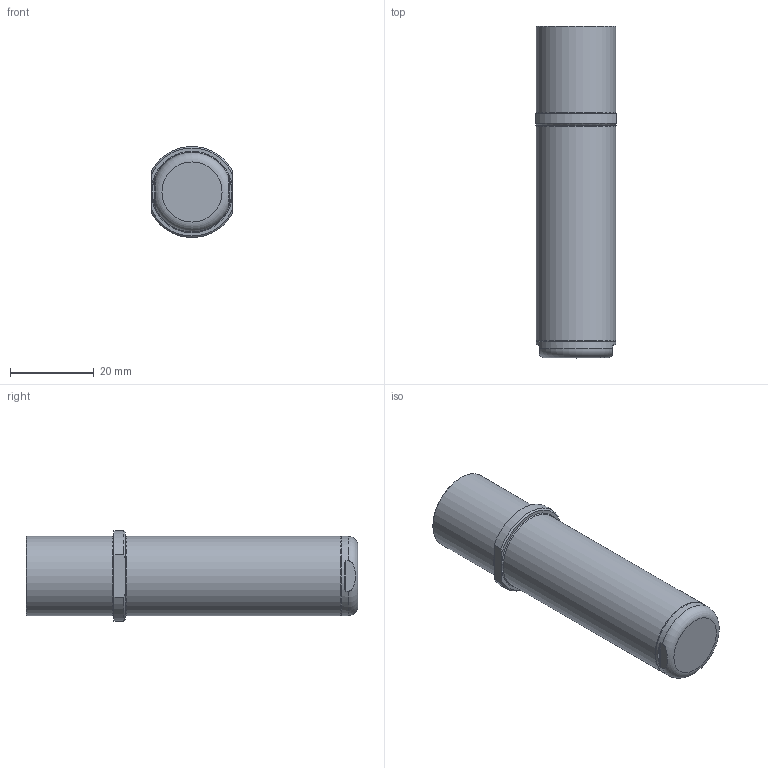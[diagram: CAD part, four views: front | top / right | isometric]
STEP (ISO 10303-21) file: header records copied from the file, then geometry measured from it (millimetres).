
FILE_DESCRIPTION(/* description */ (''),/* implementation_level */ '2;1');
FILE_NAME(/* name */ '99-7932_CLR.stp',/* time_stamp */ '2016-09-13T11:53:43-04:00',/* author */ (''),/* organization */ (''),/* preprocessor_version */ 'ST-DEVELOPER v15',/* originating_system */ 'SIEMENS PLM Software NX 9.0',/* authorisation */ '');
FILE_SCHEMA (('CONFIG_CONTROL_DESIGN'));
Length unit declared in the file: inch
Products named in the file (1): 99-7932_CLR
Bounding box: 19.39 x 79.34 x 21.7 mm (x, y, z)
Volume: 22576.6 mm3; surface area: 5388.9 mm2
Topology: 1 solids, 1 shells, 27 faces, 68 edges, 44 vertices
Faces by surface type: plane 13, cylinder 7, cone 4, torus 3
Full cylindrical faces by diameter (mm): 18.923 x1, 18.986 x1, 18.999 x1
Entity records: 934 total; most frequent: CARTESIAN_POINT 264, DIRECTION 120, ORIENTED_EDGE 112, EDGE_CURVE 56, AXIS2_PLACEMENT_3D 50, VERTEX_POINT 40, EDGE_LOOP 36, ADVANCED_FACE 27
